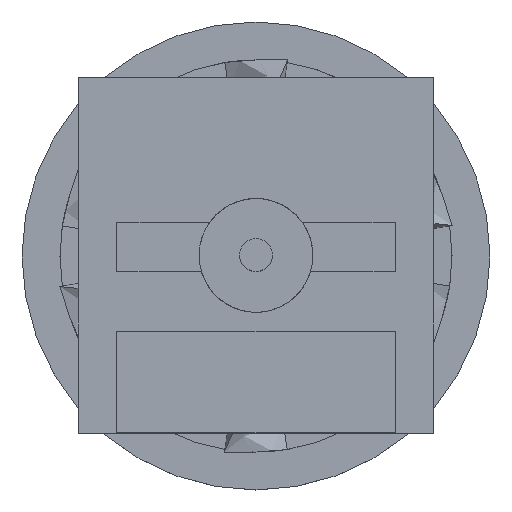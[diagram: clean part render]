
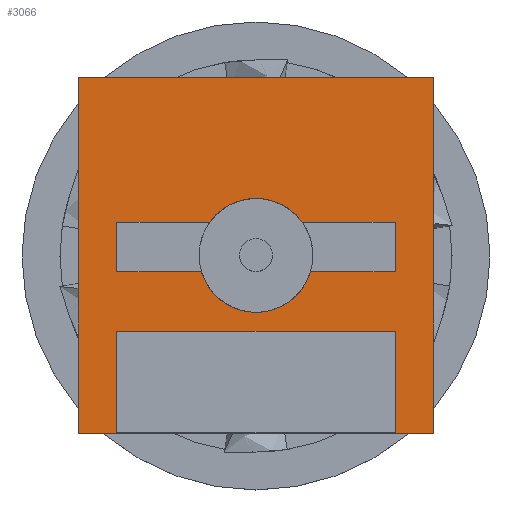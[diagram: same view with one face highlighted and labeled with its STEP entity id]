
A CAD part, top view. The second image highlights one B-rep face of the part: STEP entity #3066.
In plain terms, the highlighted planar face has unit normal (0, 0, 1).
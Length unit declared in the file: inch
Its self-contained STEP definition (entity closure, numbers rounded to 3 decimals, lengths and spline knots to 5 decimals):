
#42 = DIRECTION ( 'NONE',  ( -1., 0., 0. ) ) ;
#105 = VERTEX_POINT ( 'NONE', #8410 ) ;
#154 = EDGE_CURVE ( 'NONE', #4967, #8922, #3663, .T. ) ;
#163 = VERTEX_POINT ( 'NONE', #4677 ) ;
#292 = ORIENTED_EDGE ( 'NONE', *, *, #783, .T. ) ;
#330 = ORIENTED_EDGE ( 'NONE', *, *, #5721, .T. ) ;
#391 = VERTEX_POINT ( 'NONE', #5966 ) ;
#508 = LINE ( 'NONE', #9114, #9744 ) ;
#727 = CARTESIAN_POINT ( 'NONE',  ( -0.14055, 0.14055, 0. ) ) ;
#768 = CARTESIAN_POINT ( 'NONE',  ( 0.14055, -0.14055, 0. ) ) ;
#783 = EDGE_CURVE ( 'NONE', #1277, #8894, #8878, .T. ) ;
#846 = DIRECTION ( 'NONE',  ( -1., 0., 0. ) ) ;
#859 = ORIENTED_EDGE ( 'NONE', *, *, #10049, .F. ) ;
#893 = VECTOR ( 'NONE', #6152, 39.37008 ) ;
#1046 = CARTESIAN_POINT ( 'NONE',  ( -0.03674, 0.02598, 0. ) ) ;
#1149 = CARTESIAN_POINT ( 'NONE',  ( -0.11004, 0.02598, 0. ) ) ;
#1197 = ORIENTED_EDGE ( 'NONE', *, *, #6252, .F. ) ;
#1277 = VERTEX_POINT ( 'NONE', #10293 ) ;
#1348 = ORIENTED_EDGE ( 'NONE', *, *, #6547, .F. ) ;
#1425 = CARTESIAN_POINT ( 'NONE',  ( 0.11004, -0.05999, 0. ) ) ;
#1454 = VECTOR ( 'NONE', #6100, 39.37008 ) ;
#1533 = DIRECTION ( 'NONE',  ( 0., 1., 0. ) ) ;
#1544 = CARTESIAN_POINT ( 'NONE',  ( -0.14055, -0.14055, 0. ) ) ;
#1685 = EDGE_CURVE ( 'NONE', #8172, #163, #10410, .T. ) ;
#1711 = ORIENTED_EDGE ( 'NONE', *, *, #7352, .T. ) ;
#1713 = VECTOR ( 'NONE', #2372, 39.37008 ) ;
#1760 = DIRECTION ( 'NONE',  ( 0., -1., 0. ) ) ;
#1807 = DIRECTION ( 'NONE',  ( 0., 1., 0. ) ) ;
#1924 = CARTESIAN_POINT ( 'NONE',  ( -0.11004, 0.02598, 0. ) ) ;
#1938 = LINE ( 'NONE', #6372, #3500 ) ;
#2147 = VECTOR ( 'NONE', #5834, 39.37008 ) ;
#2372 = DIRECTION ( 'NONE',  ( 0., 1., 0. ) ) ;
#2448 = FACE_OUTER_BOUND ( 'NONE', #9231, .T. ) ;
#2461 = LINE ( 'NONE', #9682, #6092 ) ;
#2549 = VECTOR ( 'NONE', #10280, 39.37008 ) ;
#2588 = CARTESIAN_POINT ( 'NONE',  ( 0.11004, 0.02598, 0. ) ) ;
#2679 = DIRECTION ( 'NONE',  ( -1., 0., 0. ) ) ;
#2812 = LINE ( 'NONE', #9469, #2549 ) ;
#2850 = ORIENTED_EDGE ( 'NONE', *, *, #10507, .T. ) ;
#2915 = VECTOR ( 'NONE', #1760, 39.37008 ) ;
#3066 = ADVANCED_FACE ( 'NONE', ( #5038, #2448 ), #10409, .F. ) ;
#3201 = VECTOR ( 'NONE', #42, 39.37008 ) ;
#3257 = ORIENTED_EDGE ( 'NONE', *, *, #5105, .T. ) ;
#3317 = LINE ( 'NONE', #5875, #2915 ) ;
#3386 = DIRECTION ( 'NONE',  ( 1., 0., 0. ) ) ;
#3500 = VECTOR ( 'NONE', #6977, 39.37008 ) ;
#3606 = CARTESIAN_POINT ( 'NONE',  ( 0.14055, -0.14055, 0. ) ) ;
#3663 = LINE ( 'NONE', #3814, #1454 ) ;
#3674 = DIRECTION ( 'NONE',  ( -1., 0., 0. ) ) ;
#3699 = ORIENTED_EDGE ( 'NONE', *, *, #7316, .F. ) ;
#3714 = CARTESIAN_POINT ( 'NONE',  ( -0.04308, -0.01299, 0. ) ) ;
#3715 = EDGE_CURVE ( 'NONE', #7403, #3818, #1938, .T. ) ;
#3814 = CARTESIAN_POINT ( 'NONE',  ( -0.11004, 0.02598, 0. ) ) ;
#3818 = VERTEX_POINT ( 'NONE', #3714 ) ;
#3869 = AXIS2_PLACEMENT_3D ( 'NONE', #6129, #6930, #2679 ) ;
#3939 = VERTEX_POINT ( 'NONE', #4851 ) ;
#3972 = CARTESIAN_POINT ( 'NONE',  ( 0.11004, 0.02598, 0. ) ) ;
#4338 = CARTESIAN_POINT ( 'NONE',  ( 0.04308, -0.01299, 0. ) ) ;
#4677 = CARTESIAN_POINT ( 'NONE',  ( 0.14055, 0.14055, 0. ) ) ;
#4743 = CARTESIAN_POINT ( 'NONE',  ( -0.11004, 0.02598, 0. ) ) ;
#4780 = DIRECTION ( 'NONE',  ( 0., -1., 0. ) ) ;
#4792 = VERTEX_POINT ( 'NONE', #4338 ) ;
#4851 = CARTESIAN_POINT ( 'NONE',  ( 0.11004, -0.14055, 0. ) ) ;
#4967 = VERTEX_POINT ( 'NONE', #1046 ) ;
#5038 = FACE_BOUND ( 'NONE', #7047, .T. ) ;
#5105 = EDGE_CURVE ( 'NONE', #4792, #3818, #8612, .T. ) ;
#5590 = CARTESIAN_POINT ( 'NONE',  ( 0., 0., 0. ) ) ;
#5721 = EDGE_CURVE ( 'NONE', #163, #1277, #8101, .T. ) ;
#5788 = LINE ( 'NONE', #8259, #2147 ) ;
#5822 = VECTOR ( 'NONE', #1807, 39.37008 ) ;
#5834 = DIRECTION ( 'NONE',  ( -1., 0., 0. ) ) ;
#5875 = CARTESIAN_POINT ( 'NONE',  ( -0.11004, -0.14055, 0. ) ) ;
#5966 = CARTESIAN_POINT ( 'NONE',  ( -0.11004, -0.05999, 0. ) ) ;
#6092 = VECTOR ( 'NONE', #1533, 39.37008 ) ;
#6100 = DIRECTION ( 'NONE',  ( -1., 0., 0. ) ) ;
#6129 = CARTESIAN_POINT ( 'NONE',  ( 0., 0., 0. ) ) ;
#6152 = DIRECTION ( 'NONE',  ( 0., -1., 0. ) ) ;
#6252 = EDGE_CURVE ( 'NONE', #8922, #7403, #9605, .T. ) ;
#6372 = CARTESIAN_POINT ( 'NONE',  ( -0.11004, -0.01299, 0. ) ) ;
#6381 = DIRECTION ( 'NONE',  ( -1., 0., 0. ) ) ;
#6547 = EDGE_CURVE ( 'NONE', #4792, #8773, #2812, .T. ) ;
#6666 = ORIENTED_EDGE ( 'NONE', *, *, #10358, .F. ) ;
#6815 = CARTESIAN_POINT ( 'NONE',  ( -0.11004, -0.14055, 0. ) ) ;
#6837 = LINE ( 'NONE', #1149, #6967 ) ;
#6868 = ORIENTED_EDGE ( 'NONE', *, *, #154, .F. ) ;
#6925 = AXIS2_PLACEMENT_3D ( 'NONE', #8149, #7434, #846 ) ;
#6930 = DIRECTION ( 'NONE',  ( 0., 0., -1. ) ) ;
#6967 = VECTOR ( 'NONE', #3674, 39.37008 ) ;
#6977 = DIRECTION ( 'NONE',  ( 1., 0., 0. ) ) ;
#7016 = ORIENTED_EDGE ( 'NONE', *, *, #7437, .F. ) ;
#7020 = VECTOR ( 'NONE', #4780, 39.37008 ) ;
#7047 = EDGE_LOOP ( 'NONE', ( #6868, #1711, #7016, #6666, #1348, #3257, #7760, #1197 ) ) ;
#7075 = VERTEX_POINT ( 'NONE', #3972 ) ;
#7130 = DIRECTION ( 'NONE',  ( 1., 0., 0. ) ) ;
#7207 = CARTESIAN_POINT ( 'NONE',  ( 0.11004, -0.01299, 0. ) ) ;
#7286 = VERTEX_POINT ( 'NONE', #6815 ) ;
#7316 = EDGE_CURVE ( 'NONE', #8792, #391, #5788, .T. ) ;
#7352 = EDGE_CURVE ( 'NONE', #4967, #105, #7736, .T. ) ;
#7403 = VERTEX_POINT ( 'NONE', #10130 ) ;
#7434 = DIRECTION ( 'NONE',  ( 0., 0., -1. ) ) ;
#7437 = EDGE_CURVE ( 'NONE', #7075, #105, #6837, .T. ) ;
#7736 = CIRCLE ( 'NONE', #3869, 0.045 ) ;
#7760 = ORIENTED_EDGE ( 'NONE', *, *, #3715, .F. ) ;
#7993 = LINE ( 'NONE', #2588, #5822 ) ;
#8101 = LINE ( 'NONE', #727, #3201 ) ;
#8149 = CARTESIAN_POINT ( 'NONE',  ( 0., 0., 0. ) ) ;
#8172 = VERTEX_POINT ( 'NONE', #3606 ) ;
#8259 = CARTESIAN_POINT ( 'NONE',  ( -0.11004, -0.05999, 0. ) ) ;
#8410 = CARTESIAN_POINT ( 'NONE',  ( 0.03674, 0.02598, 0. ) ) ;
#8436 = ORIENTED_EDGE ( 'NONE', *, *, #10587, .F. ) ;
#8612 = CIRCLE ( 'NONE', #6925, 0.045 ) ;
#8632 = CARTESIAN_POINT ( 'NONE',  ( -0.14055, -0.14055, 0. ) ) ;
#8718 = ORIENTED_EDGE ( 'NONE', *, *, #1685, .T. ) ;
#8773 = VERTEX_POINT ( 'NONE', #7207 ) ;
#8792 = VERTEX_POINT ( 'NONE', #1425 ) ;
#8806 = CARTESIAN_POINT ( 'NONE',  ( -0.14055, -0.14055, 0. ) ) ;
#8878 = LINE ( 'NONE', #1544, #7020 ) ;
#8894 = VERTEX_POINT ( 'NONE', #8806 ) ;
#8922 = VERTEX_POINT ( 'NONE', #4743 ) ;
#9114 = CARTESIAN_POINT ( 'NONE',  ( -0.14055, -0.14055, 0. ) ) ;
#9231 = EDGE_LOOP ( 'NONE', ( #8436, #3699, #859, #9906, #8718, #330, #292, #2850 ) ) ;
#9270 = VECTOR ( 'NONE', #7130, 39.37008 ) ;
#9469 = CARTESIAN_POINT ( 'NONE',  ( -0.11004, -0.01299, 0. ) ) ;
#9516 = LINE ( 'NONE', #8632, #9270 ) ;
#9605 = LINE ( 'NONE', #1924, #893 ) ;
#9682 = CARTESIAN_POINT ( 'NONE',  ( 0.11004, -0.14055, 0. ) ) ;
#9744 = VECTOR ( 'NONE', #3386, 39.37008 ) ;
#9781 = EDGE_CURVE ( 'NONE', #3939, #8172, #9516, .T. ) ;
#9906 = ORIENTED_EDGE ( 'NONE', *, *, #9781, .T. ) ;
#10049 = EDGE_CURVE ( 'NONE', #3939, #8792, #2461, .T. ) ;
#10130 = CARTESIAN_POINT ( 'NONE',  ( -0.11004, -0.01299, 0. ) ) ;
#10280 = DIRECTION ( 'NONE',  ( 1., 0., 0. ) ) ;
#10293 = CARTESIAN_POINT ( 'NONE',  ( -0.14055, 0.14055, 0. ) ) ;
#10358 = EDGE_CURVE ( 'NONE', #8773, #7075, #7993, .T. ) ;
#10409 = PLANE ( 'NONE',  #10556 ) ;
#10410 = LINE ( 'NONE', #768, #1713 ) ;
#10507 = EDGE_CURVE ( 'NONE', #8894, #7286, #508, .T. ) ;
#10523 = DIRECTION ( 'NONE',  ( 0., 0., -1. ) ) ;
#10556 = AXIS2_PLACEMENT_3D ( 'NONE', #5590, #10523, #6381 ) ;
#10587 = EDGE_CURVE ( 'NONE', #391, #7286, #3317, .T. ) ;
